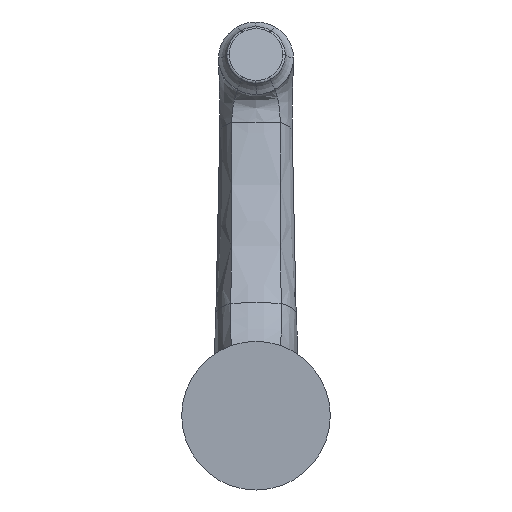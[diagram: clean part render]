
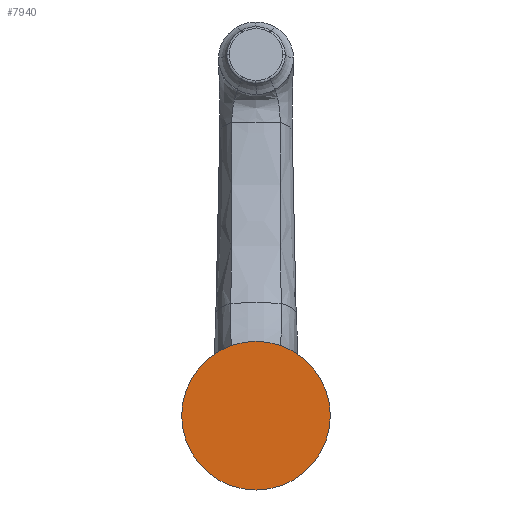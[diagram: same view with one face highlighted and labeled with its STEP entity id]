
A CAD part, front view. The second image highlights one B-rep face of the part: STEP entity #7940.
In plain terms, the highlighted planar face has unit normal (0, -1, 0).
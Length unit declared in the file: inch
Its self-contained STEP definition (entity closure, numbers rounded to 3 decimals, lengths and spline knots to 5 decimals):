
#1210=CARTESIAN_POINT('',(0.,-5.9575,0.));
#1211=DIRECTION('',(0.,-1.,0.));
#1212=DIRECTION('',(0.,0.,-1.));
#1213=AXIS2_PLACEMENT_3D('',#1210,#1211,#1212);
#1415=CARTESIAN_POINT('',(0.,-5.9575,0.));
#1416=DIRECTION('',(0.,1.,0.));
#1417=DIRECTION('',(0.,0.,-1.));
#1418=AXIS2_PLACEMENT_3D('',#1415,#1416,#1417);
#5629=CARTESIAN_POINT('',(0.,-5.9575,-1.15));
#5631=VERTEX_POINT('',#5629);
#5633=CARTESIAN_POINT('',(0.,-5.9575,1.15));
#5635=VERTEX_POINT('',#5633);
#7931=CARTESIAN_POINT('',(0.,-5.9575,0.));
#7932=DIRECTION('',(0.,-1.,0.));
#7933=DIRECTION('',(0.,0.,1.));
#7934=AXIS2_PLACEMENT_3D('',#7931,#7932,#7933);
#7935=PLANE('',#7934);
#7936=ORIENTED_EDGE('',*,*,#7901,.T.);
#7937=ORIENTED_EDGE('',*,*,#7755,.F.);
#7938=EDGE_LOOP('',(#7936,#7937));
#7939=FACE_OUTER_BOUND('',#7938,.F.);
#1214=CIRCLE('',#1213,1.15);
#1419=CIRCLE('',#1418,1.15);
#7755=EDGE_CURVE('',#5631,#5635,#1214,.T.);
#7901=EDGE_CURVE('',#5631,#5635,#1419,.T.);
#7940=ADVANCED_FACE('',(#7939),#7935,.T.);
